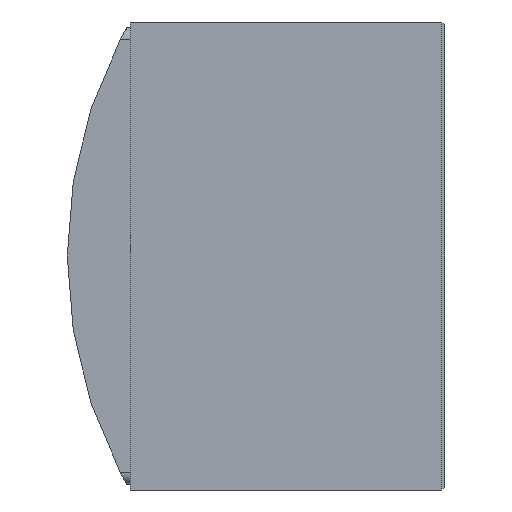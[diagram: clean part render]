
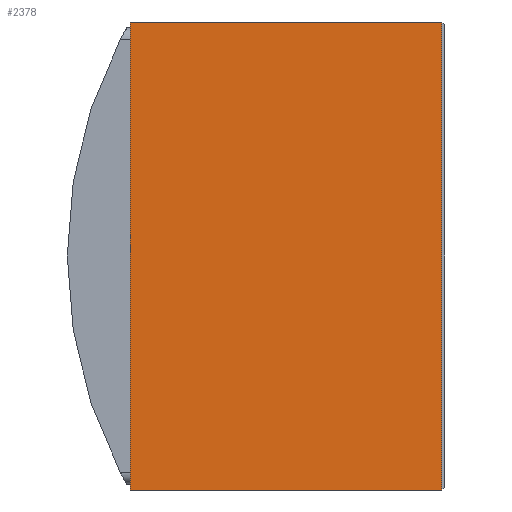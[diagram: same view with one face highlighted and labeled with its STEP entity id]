
A CAD part, left-side view. The second image highlights one B-rep face of the part: STEP entity #2378.
In plain terms, the highlighted planar face has unit normal (-1, 0, 0).
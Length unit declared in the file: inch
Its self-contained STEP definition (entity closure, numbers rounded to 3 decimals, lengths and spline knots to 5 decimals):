
#71 = EDGE_CURVE ( 'NONE', #3273, #5256, #4939, .T. ) ;
#87 = CARTESIAN_POINT ( 'NONE',  ( -4.92126, 0.03, -2.46063 ) ) ;
#304 = CARTESIAN_POINT ( 'NONE',  ( -4.92126, 3.30709, 2.46063 ) ) ;
#528 = CARTESIAN_POINT ( 'NONE',  ( -4.92126, 0.03, 2.46063 ) ) ;
#647 = VERTEX_POINT ( 'NONE', #2139 ) ;
#827 = DIRECTION ( 'NONE',  ( 0., -1., 0. ) ) ;
#1237 = ORIENTED_EDGE ( 'NONE', *, *, #4846, .F. ) ;
#1431 = ORIENTED_EDGE ( 'NONE', *, *, #71, .F. ) ;
#2042 = VECTOR ( 'NONE', #5196, 39.37008 ) ;
#2139 = CARTESIAN_POINT ( 'NONE',  ( -4.92126, 3.30709, -2.46063 ) ) ;
#2224 = CARTESIAN_POINT ( 'NONE',  ( -4.92126, 3.30709, 2.46063 ) ) ;
#2287 = LINE ( 'NONE', #2224, #2659 ) ;
#2378 = ADVANCED_FACE ( 'NONE', ( #5445 ), #5326, .F. ) ;
#2457 = CARTESIAN_POINT ( 'NONE',  ( -4.92126, 0.03, 2.46063 ) ) ;
#2465 = VECTOR ( 'NONE', #5616, 39.37008 ) ;
#2545 = CARTESIAN_POINT ( 'NONE',  ( -4.92126, 3.30709, 2.46063 ) ) ;
#2571 = ORIENTED_EDGE ( 'NONE', *, *, #4961, .T. ) ;
#2659 = VECTOR ( 'NONE', #5496, 39.37008 ) ;
#2730 = EDGE_CURVE ( 'NONE', #647, #3203, #5139, .T. ) ;
#2762 = EDGE_LOOP ( 'NONE', ( #3806, #2571, #1431, #1237 ) ) ;
#3129 = VECTOR ( 'NONE', #827, 39.37008 ) ;
#3203 = VERTEX_POINT ( 'NONE', #87 ) ;
#3273 = VERTEX_POINT ( 'NONE', #2545 ) ;
#3754 = CARTESIAN_POINT ( 'NONE',  ( -4.92126, 3.30709, -2.46063 ) ) ;
#3781 = LINE ( 'NONE', #2457, #2465 ) ;
#3806 = ORIENTED_EDGE ( 'NONE', *, *, #2730, .T. ) ;
#3975 = DIRECTION ( 'NONE',  ( 1., 0., 0. ) ) ;
#4103 = CARTESIAN_POINT ( 'NONE',  ( -4.92126, 3.30709, 2.46063 ) ) ;
#4429 = AXIS2_PLACEMENT_3D ( 'NONE', #304, #3975, #5797 ) ;
#4846 = EDGE_CURVE ( 'NONE', #647, #3273, #2287, .T. ) ;
#4939 = LINE ( 'NONE', #4103, #3129 ) ;
#4961 = EDGE_CURVE ( 'NONE', #3203, #5256, #3781, .T. ) ;
#5139 = LINE ( 'NONE', #3754, #2042 ) ;
#5196 = DIRECTION ( 'NONE',  ( 0., -1., 0. ) ) ;
#5256 = VERTEX_POINT ( 'NONE', #528 ) ;
#5326 = PLANE ( 'NONE',  #4429 ) ;
#5445 = FACE_OUTER_BOUND ( 'NONE', #2762, .T. ) ;
#5496 = DIRECTION ( 'NONE',  ( 0., 0., 1. ) ) ;
#5616 = DIRECTION ( 'NONE',  ( 0., 0., 1. ) ) ;
#5797 = DIRECTION ( 'NONE',  ( 0., 0., -1. ) ) ;
